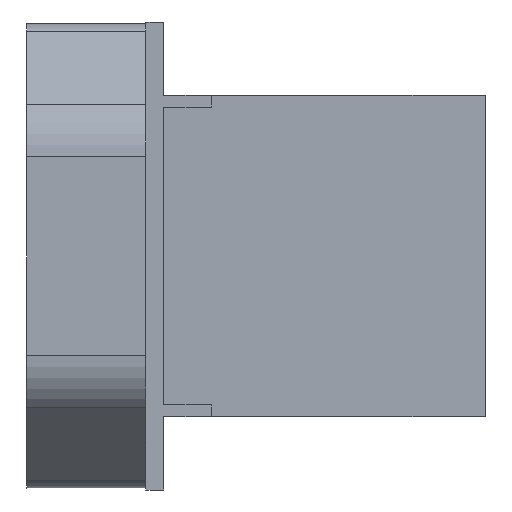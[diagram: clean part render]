
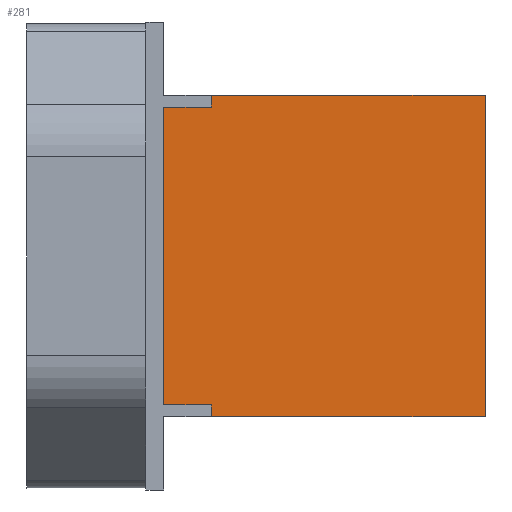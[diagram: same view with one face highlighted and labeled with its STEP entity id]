
A CAD part, left-side view. The second image highlights one B-rep face of the part: STEP entity #281.
In plain terms, the highlighted planar face has unit normal (-1, 0, 0).
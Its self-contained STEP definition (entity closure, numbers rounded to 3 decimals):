
#19 = VECTOR ( 'NONE', #130, 1000. ) ;
#62 = LINE ( 'NONE', #1483, #19 ) ;
#68 = FACE_OUTER_BOUND ( 'NONE', #78, .T. ) ;
#78 = EDGE_LOOP ( 'NONE', ( #706, #739, #570, #1493, #847, #1758, #896, #1009 ) ) ;
#130 = DIRECTION ( 'NONE',  ( 0., 0., 1. ) ) ;
#188 = CARTESIAN_POINT ( 'NONE',  ( -11.3, -15.5, 12.5 ) ) ;
#196 = DIRECTION ( 'NONE',  ( 0., -1., 0. ) ) ;
#204 = EDGE_CURVE ( 'NONE', #1593, #1446, #1546, .T. ) ;
#262 = VECTOR ( 'NONE', #196, 1000. ) ;
#281 = ADVANCED_FACE ( 'NONE', ( #68 ), #1848, .F. ) ;
#293 = DIRECTION ( 'NONE',  ( 0., -1., 0. ) ) ;
#336 = EDGE_CURVE ( 'NONE', #362, #1593, #1345, .T. ) ;
#362 = VERTEX_POINT ( 'NONE', #869 ) ;
#384 = CARTESIAN_POINT ( 'NONE',  ( -11.3, -15.5, -12.5 ) ) ;
#500 = VECTOR ( 'NONE', #999, 1000. ) ;
#510 = CARTESIAN_POINT ( 'NONE',  ( -11.3, -15.5, -13.5 ) ) ;
#570 = ORIENTED_EDGE ( 'NONE', *, *, #1140, .T. ) ;
#575 = VECTOR ( 'NONE', #671, 1000. ) ;
#653 = LINE ( 'NONE', #1189, #1298 ) ;
#671 = DIRECTION ( 'NONE',  ( 0., 0., 1. ) ) ;
#688 = CARTESIAN_POINT ( 'NONE',  ( -11.3, -15.5, -13.5 ) ) ;
#706 = ORIENTED_EDGE ( 'NONE', *, *, #1006, .F. ) ;
#710 = VERTEX_POINT ( 'NONE', #1394 ) ;
#739 = ORIENTED_EDGE ( 'NONE', *, *, #776, .F. ) ;
#752 = VECTOR ( 'NONE', #293, 1000. ) ;
#753 = DIRECTION ( 'NONE',  ( 0., 1., 0. ) ) ;
#776 = EDGE_CURVE ( 'NONE', #825, #1377, #862, .T. ) ;
#820 = CARTESIAN_POINT ( 'NONE',  ( -11.3, -38.5, 0. ) ) ;
#825 = VERTEX_POINT ( 'NONE', #688 ) ;
#829 = CARTESIAN_POINT ( 'NONE',  ( -11.3, -11.5, 0. ) ) ;
#847 = ORIENTED_EDGE ( 'NONE', *, *, #204, .F. ) ;
#858 = CARTESIAN_POINT ( 'NONE',  ( -11.3, -15.5, 13.5 ) ) ;
#860 = VECTOR ( 'NONE', #1529, 1000. ) ;
#862 = LINE ( 'NONE', #510, #860 ) ;
#869 = CARTESIAN_POINT ( 'NONE',  ( -11.3, -15.5, 12.5 ) ) ;
#896 = ORIENTED_EDGE ( 'NONE', *, *, #1094, .T. ) ;
#922 = CARTESIAN_POINT ( 'NONE',  ( -11.3, -11.5, 13.5 ) ) ;
#965 = DIRECTION ( 'NONE',  ( 1., 0., 0. ) ) ;
#977 = DIRECTION ( 'NONE',  ( 0., 0., -1. ) ) ;
#999 = DIRECTION ( 'NONE',  ( 0., 0., 1. ) ) ;
#1006 = EDGE_CURVE ( 'NONE', #1377, #710, #653, .T. ) ;
#1009 = ORIENTED_EDGE ( 'NONE', *, *, #1554, .F. ) ;
#1028 = VERTEX_POINT ( 'NONE', #1049 ) ;
#1049 = CARTESIAN_POINT ( 'NONE',  ( -11.3, -11.5, 12.5 ) ) ;
#1063 = DIRECTION ( 'NONE',  ( 0., 1., 0. ) ) ;
#1088 = LINE ( 'NONE', #820, #575 ) ;
#1094 = EDGE_CURVE ( 'NONE', #362, #1028, #1299, .T. ) ;
#1140 = EDGE_CURVE ( 'NONE', #825, #1452, #1747, .T. ) ;
#1189 = CARTESIAN_POINT ( 'NONE',  ( -11.3, -15.5, -12.5 ) ) ;
#1298 = VECTOR ( 'NONE', #753, 1000. ) ;
#1299 = LINE ( 'NONE', #188, #1412 ) ;
#1343 = CARTESIAN_POINT ( 'NONE',  ( -11.3, -38.5, -13.5 ) ) ;
#1345 = LINE ( 'NONE', #858, #500 ) ;
#1377 = VERTEX_POINT ( 'NONE', #384 ) ;
#1394 = CARTESIAN_POINT ( 'NONE',  ( -11.3, -11.5, -12.5 ) ) ;
#1412 = VECTOR ( 'NONE', #1063, 1000. ) ;
#1443 = CARTESIAN_POINT ( 'NONE',  ( -11.3, -38.5, 13.5 ) ) ;
#1446 = VERTEX_POINT ( 'NONE', #1443 ) ;
#1452 = VERTEX_POINT ( 'NONE', #1343 ) ;
#1483 = CARTESIAN_POINT ( 'NONE',  ( -11.3, -11.5, 0. ) ) ;
#1493 = ORIENTED_EDGE ( 'NONE', *, *, #1749, .T. ) ;
#1529 = DIRECTION ( 'NONE',  ( 0., 0., 1. ) ) ;
#1546 = LINE ( 'NONE', #922, #752 ) ;
#1554 = EDGE_CURVE ( 'NONE', #710, #1028, #62, .T. ) ;
#1593 = VERTEX_POINT ( 'NONE', #1799 ) ;
#1611 = AXIS2_PLACEMENT_3D ( 'NONE', #829, #965, #977 ) ;
#1654 = CARTESIAN_POINT ( 'NONE',  ( -11.3, -11.5, -13.5 ) ) ;
#1747 = LINE ( 'NONE', #1654, #262 ) ;
#1749 = EDGE_CURVE ( 'NONE', #1452, #1446, #1088, .T. ) ;
#1758 = ORIENTED_EDGE ( 'NONE', *, *, #336, .F. ) ;
#1799 = CARTESIAN_POINT ( 'NONE',  ( -11.3, -15.5, 13.5 ) ) ;
#1848 = PLANE ( 'NONE',  #1611 ) ;
